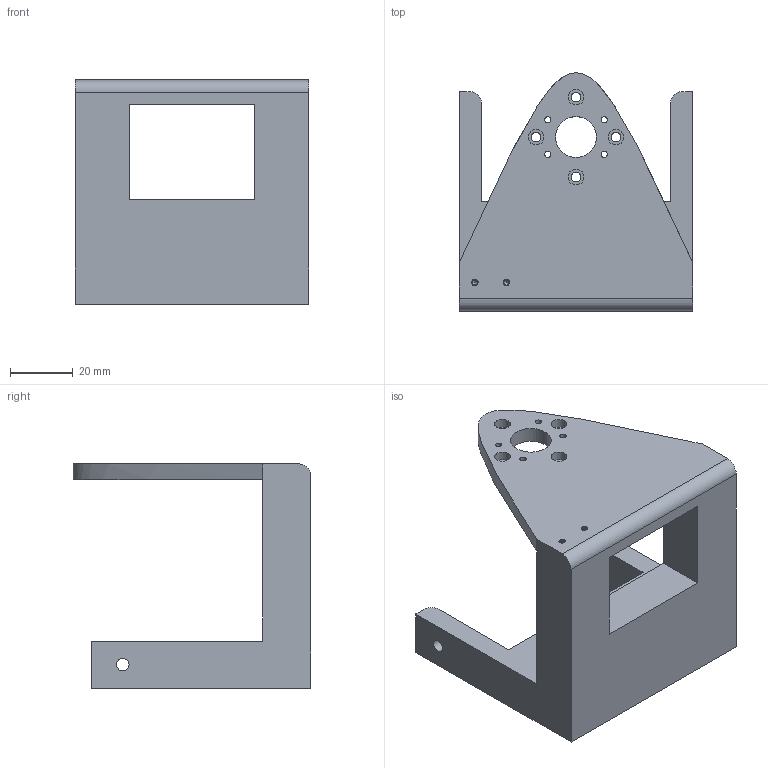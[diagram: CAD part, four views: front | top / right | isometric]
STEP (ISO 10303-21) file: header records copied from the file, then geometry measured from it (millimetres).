
FILE_DESCRIPTION(/* description */ (''),/* implementation_level */ '2;1');
FILE_NAME(/* name */ 'Base Motor Brackey_v6.step',/* time_stamp */ '2023-12-13T12:02:38-06:00',/* author */ (''),/* organization */ (''),/* preprocessor_version */ 'ST-DEVELOPER v20',/* originating_system */ 'Autodesk Translation Framework v12.14.0.127',/* authorisation */ '');
FILE_SCHEMA (('AUTOMOTIVE_DESIGN { 1 0 10303 214 3 1 1 }'));
Length unit declared in the file: millimetre
Products named in the file (1): Base Motor Brackey
Bounding box: 74.46 x 75.88 x 71.5 mm (x, y, z)
Volume: 104297.9 mm3; surface area: 27664.6 mm2
Topology: 1 solids, 1 shells, 104 faces, 289 edges, 190 vertices
Faces by surface type: cylinder 74, plane 23, bspline 5, cone 2
Full cylindrical faces by diameter (mm): 1.623 x12, 2 x4, 2.074 x4, 3 x4, 4 x2, 5 x5, 13 x1
Entity records: 6637 total; most frequent: CARTESIAN_POINT 4097, ORIENTED_EDGE 574, DIRECTION 421, EDGE_CURVE 287, VERTEX_POINT 190, AXIS2_PLACEMENT_3D 152, EDGE_LOOP 135, LINE 117
